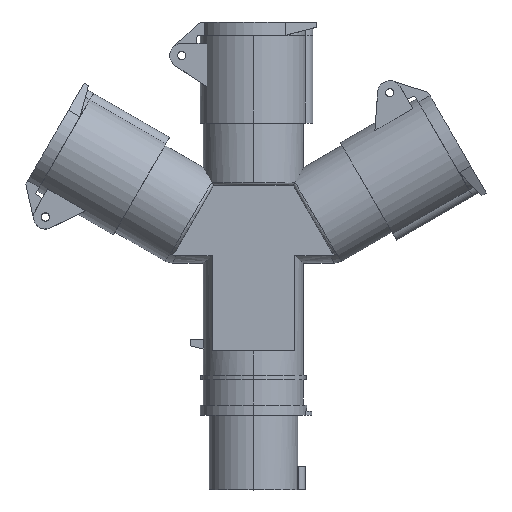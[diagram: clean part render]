
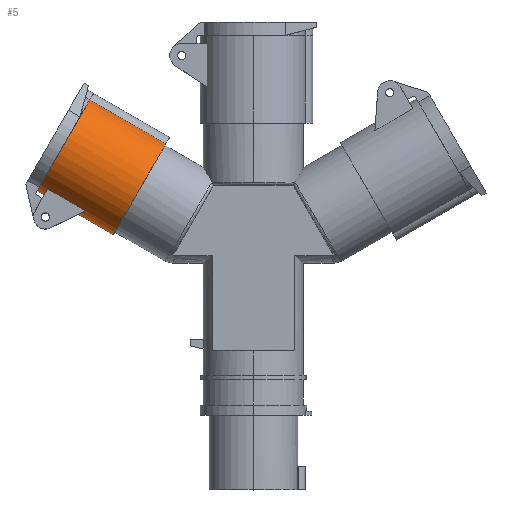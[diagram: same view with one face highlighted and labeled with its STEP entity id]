
A CAD part, top view. The second image highlights one B-rep face of the part: STEP entity #5.
In plain terms, the highlighted cylindrical face has radius 26 mm (diameter 52 mm), a partial arc.
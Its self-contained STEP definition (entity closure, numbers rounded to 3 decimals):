
#5 = ADVANCED_FACE ( 'NONE', ( #7068 ), #6836, .T. ) ;
#204 = VECTOR ( 'NONE', #3439, 1000. ) ;
#303 = LINE ( 'NONE', #7055, #7428 ) ;
#442 = AXIS2_PLACEMENT_3D ( 'NONE', #7265, #3015, #7982 ) ;
#445 = AXIS2_PLACEMENT_3D ( 'NONE', #4932, #557, #8488 ) ;
#557 = DIRECTION ( 'NONE',  ( -0.866, 0.5, 0. ) ) ;
#570 = CARTESIAN_POINT ( 'NONE',  ( -86.78, 135.411, 0. ) ) ;
#826 = ORIENTED_EDGE ( 'NONE', *, *, #8552, .F. ) ;
#870 = DIRECTION ( 'NONE',  ( -0.866, 0.5, 0. ) ) ;
#886 = ORIENTED_EDGE ( 'NONE', *, *, #4913, .T. ) ;
#1469 = ORIENTED_EDGE ( 'NONE', *, *, #7653, .F. ) ;
#1577 = CARTESIAN_POINT ( 'NONE',  ( -86.046, 135.766, 6.821 ) ) ;
#1838 = DIRECTION ( 'NONE',  ( -0.866, 0.5, 0. ) ) ;
#1859 = LINE ( 'NONE', #6269, #204 ) ;
#1925 = VECTOR ( 'NONE', #6759, 1000. ) ;
#1927 = ORIENTED_EDGE ( 'NONE', *, *, #5387, .T. ) ;
#2141 = CIRCLE ( 'NONE', #7396, 26. ) ;
#2311 = CARTESIAN_POINT ( 'NONE',  ( -80.106, 190.922, 5.5 ) ) ;
#2506 = ORIENTED_EDGE ( 'NONE', *, *, #2769, .T. ) ;
#2769 = EDGE_CURVE ( 'NONE', #7517, #4224, #1859, .T. ) ;
#2825 = LINE ( 'NONE', #3838, #8285 ) ;
#2870 = AXIS2_PLACEMENT_3D ( 'NONE', #5116, #870, #5829 ) ;
#3015 = DIRECTION ( 'NONE',  ( -0.866, 0.5, 0. ) ) ;
#3021 = CARTESIAN_POINT ( 'NONE',  ( -86.78, 135.411, 0. ) ) ;
#3220 = CARTESIAN_POINT ( 'NONE',  ( -42.867, 169.422, 5.5 ) ) ;
#3439 = DIRECTION ( 'NONE',  ( -0.866, 0.5, 0. ) ) ;
#3591 = CARTESIAN_POINT ( 'NONE',  ( -42.867, 169.422, 5.5 ) ) ;
#3814 = LINE ( 'NONE', #3220, #1925 ) ;
#3830 = EDGE_CURVE ( 'NONE', #4237, #9144, #303, .T. ) ;
#3838 = CARTESIAN_POINT ( 'NONE',  ( -68.573, 124.898, 0. ) ) ;
#4024 = EDGE_CURVE ( 'NONE', #7517, #5908, #4790, .T. ) ;
#4224 = VERTEX_POINT ( 'NONE', #8213 ) ;
#4237 = VERTEX_POINT ( 'NONE', #6796 ) ;
#4335 = ORIENTED_EDGE ( 'NONE', *, *, #3830, .F. ) ;
#4662 = VECTOR ( 'NONE', #7099, 1000. ) ;
#4790 =( BOUNDED_CURVE ( )  B_SPLINE_CURVE ( 3, ( #5120, #1577, #7274, #3021 ),
 .UNSPECIFIED., .F., .F. ) 
 B_SPLINE_CURVE_WITH_KNOTS ( ( 4, 4 ),
 ( 5.888, 6.283 ),
 .UNSPECIFIED. ) 
 CURVE ( )  GEOMETRIC_REPRESENTATION_ITEM ( )  RATIONAL_B_SPLINE_CURVE ( ( 1., 0.987, 0.987, 1. ) ) 
 REPRESENTATION_ITEM ( '' )  );
#4845 = ORIENTED_EDGE ( 'NONE', *, *, #5319, .F. ) ;
#4913 = EDGE_CURVE ( 'NONE', #4237, #6375, #5756, .T. ) ;
#4932 = CARTESIAN_POINT ( 'NONE',  ( -55.573, 147.415, 0. ) ) ;
#5116 = CARTESIAN_POINT ( 'NONE',  ( -55.573, 147.415, 0. ) ) ;
#5120 = CARTESIAN_POINT ( 'NONE',  ( -84.605, 136.464, 10. ) ) ;
#5158 = VERTEX_POINT ( 'NONE', #3591 ) ;
#5166 = ORIENTED_EDGE ( 'NONE', *, *, #5882, .T. ) ;
#5319 = EDGE_CURVE ( 'NONE', #5908, #8029, #2825, .T. ) ;
#5387 = EDGE_CURVE ( 'NONE', #5158, #5728, #3814, .T. ) ;
#5514 = CARTESIAN_POINT ( 'NONE',  ( -84.495, 135.406, 8.836 ) ) ;
#5519 = CARTESIAN_POINT ( 'NONE',  ( -84.605, 136.464, 10. ) ) ;
#5728 = VERTEX_POINT ( 'NONE', #2311 ) ;
#5756 =( BOUNDED_CURVE ( )  B_SPLINE_CURVE ( 3, ( #6223, #5514, #6933, #8650 ),
 .UNSPECIFIED., .F., .F. ) 
 B_SPLINE_CURVE_WITH_KNOTS ( ( 4, 4 ),
 ( 5.771, 6.283 ),
 .UNSPECIFIED. ) 
 CURVE ( )  GEOMETRIC_REPRESENTATION_ITEM ( )  RATIONAL_B_SPLINE_CURVE ( ( 1., 0.978, 0.978, 1. ) ) 
 REPRESENTATION_ITEM ( '' )  );
#5829 = DIRECTION ( 'NONE',  ( -0.5, -0.866, 0. ) ) ;
#5847 = CARTESIAN_POINT ( 'NONE',  ( -100.677, 147.292, 12.75 ) ) ;
#5882 = EDGE_CURVE ( 'NONE', #4224, #9144, #2141, .T. ) ;
#5908 = VERTEX_POINT ( 'NONE', #570 ) ;
#6096 = CARTESIAN_POINT ( 'NONE',  ( -68.573, 124.898, 0. ) ) ;
#6097 = CARTESIAN_POINT ( 'NONE',  ( -89.348, 166.915, 0. ) ) ;
#6135 = CIRCLE ( 'NONE', #2870, 26. ) ;
#6223 = CARTESIAN_POINT ( 'NONE',  ( -82.099, 136.565, 12.75 ) ) ;
#6269 = CARTESIAN_POINT ( 'NONE',  ( -63.632, 124.355, 10. ) ) ;
#6337 = LINE ( 'NONE', #9218, #4662 ) ;
#6375 = VERTEX_POINT ( 'NONE', #8195 ) ;
#6667 = DIRECTION ( 'NONE',  ( -0.866, 0.5, 0. ) ) ;
#6759 = DIRECTION ( 'NONE',  ( -0.866, 0.5, 0. ) ) ;
#6786 = EDGE_CURVE ( 'NONE', #7933, #5158, #6135, .T. ) ;
#6796 = CARTESIAN_POINT ( 'NONE',  ( -82.099, 136.565, 12.75 ) ) ;
#6810 = DIRECTION ( 'NONE',  ( 0.5, 0.866, 0. ) ) ;
#6836 = CYLINDRICAL_SURFACE ( 'NONE', #445, 26. ) ;
#6933 = CARTESIAN_POINT ( 'NONE',  ( -85.734, 134.806, 4.491 ) ) ;
#6990 = CIRCLE ( 'NONE', #442, 26. ) ;
#7055 = CARTESIAN_POINT ( 'NONE',  ( -66.902, 127.792, 12.75 ) ) ;
#7068 = FACE_OUTER_BOUND ( 'NONE', #8345, .T. ) ;
#7099 = DIRECTION ( 'NONE',  ( -0.866, 0.5, 0. ) ) ;
#7265 = CARTESIAN_POINT ( 'NONE',  ( -92.812, 168.915, 0. ) ) ;
#7274 = CARTESIAN_POINT ( 'NONE',  ( -86.78, 135.411, 3.444 ) ) ;
#7396 = AXIS2_PLACEMENT_3D ( 'NONE', #6097, #1838, #6810 ) ;
#7428 = VECTOR ( 'NONE', #8491, 1000. ) ;
#7517 = VERTEX_POINT ( 'NONE', #5519 ) ;
#7633 = ORIENTED_EDGE ( 'NONE', *, *, #4024, .F. ) ;
#7653 = EDGE_CURVE ( 'NONE', #7933, #6375, #6337, .T. ) ;
#7933 = VERTEX_POINT ( 'NONE', #6096 ) ;
#7982 = DIRECTION ( 'NONE',  ( -0.5, -0.866, 0. ) ) ;
#8029 = VERTEX_POINT ( 'NONE', #8376 ) ;
#8195 = CARTESIAN_POINT ( 'NONE',  ( -85.734, 134.806, 0. ) ) ;
#8213 = CARTESIAN_POINT ( 'NONE',  ( -101.348, 146.13, 10. ) ) ;
#8285 = VECTOR ( 'NONE', #6667, 1000. ) ;
#8345 = EDGE_LOOP ( 'NONE', ( #1469, #8396, #1927, #826, #4845, #7633, #2506, #5166, #4335, #886 ) ) ;
#8376 = CARTESIAN_POINT ( 'NONE',  ( -105.812, 146.398, 0. ) ) ;
#8396 = ORIENTED_EDGE ( 'NONE', *, *, #6786, .T. ) ;
#8488 = DIRECTION ( 'NONE',  ( -0.5, -0.866, 0. ) ) ;
#8491 = DIRECTION ( 'NONE',  ( -0.866, 0.5, 0. ) ) ;
#8552 = EDGE_CURVE ( 'NONE', #8029, #5728, #6990, .T. ) ;
#8650 = CARTESIAN_POINT ( 'NONE',  ( -85.734, 134.806, 0. ) ) ;
#9144 = VERTEX_POINT ( 'NONE', #5847 ) ;
#9218 = CARTESIAN_POINT ( 'NONE',  ( -68.573, 124.898, 0. ) ) ;
